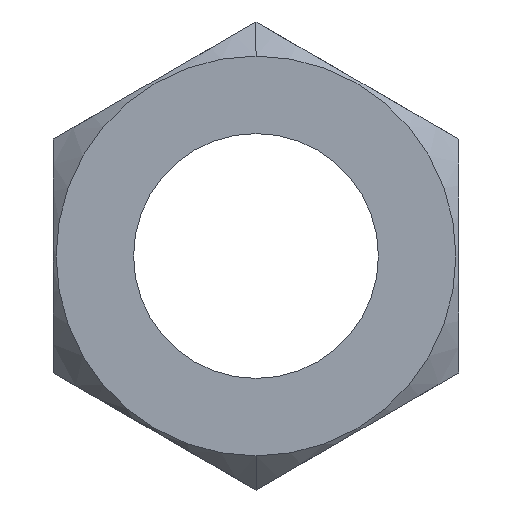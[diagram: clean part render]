
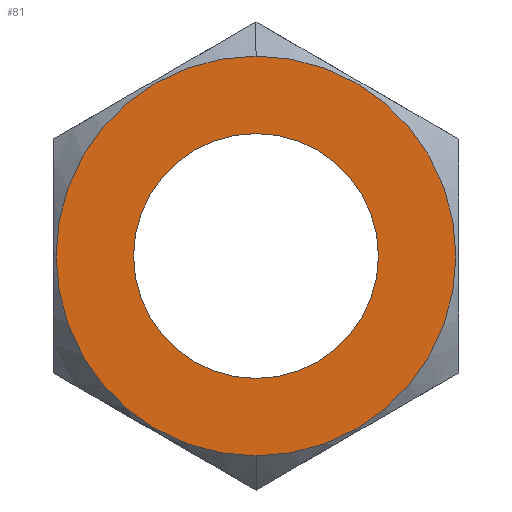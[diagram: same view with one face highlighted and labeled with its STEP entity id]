
A CAD part, front view. The second image highlights one B-rep face of the part: STEP entity #81.
In plain terms, the highlighted planar face has unit normal (0, -1, 0).
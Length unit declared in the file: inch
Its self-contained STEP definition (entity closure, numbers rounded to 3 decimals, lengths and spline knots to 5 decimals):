
#22 = VERTEX_POINT ( 'NONE', #470 ) ;
#24 = CIRCLE ( 'NONE', #164, 0.22655 ) ;
#51 = AXIS2_PLACEMENT_3D ( 'NONE', #66, #397, #118 ) ;
#66 = CARTESIAN_POINT ( 'NONE',  ( 0., -0.15625, 0. ) ) ;
#81 = ADVANCED_FACE ( 'NONE', ( #419, #294 ), #529, .F. ) ;
#94 = VERTEX_POINT ( 'NONE', #341 ) ;
#114 = EDGE_CURVE ( 'NONE', #468, #590, #24, .T. ) ;
#118 = DIRECTION ( 'NONE',  ( 0., 0., 1. ) ) ;
#123 = CARTESIAN_POINT ( 'NONE',  ( 0., -0.15625, 0. ) ) ;
#124 = AXIS2_PLACEMENT_3D ( 'NONE', #123, #446, #166 ) ;
#156 = DIRECTION ( 'NONE',  ( 0., 1., 0. ) ) ;
#162 = ORIENTED_EDGE ( 'NONE', *, *, #369, .T. ) ;
#164 = AXIS2_PLACEMENT_3D ( 'NONE', #435, #156, #477 ) ;
#166 = DIRECTION ( 'NONE',  ( 0., 0., -1. ) ) ;
#169 = EDGE_LOOP ( 'NONE', ( #551, #354 ) ) ;
#171 = CIRCLE ( 'NONE', #314, 0.37 ) ;
#175 = EDGE_CURVE ( 'NONE', #94, #22, #171, .T. ) ;
#193 = AXIS2_PLACEMENT_3D ( 'NONE', #433, #247, #578 ) ;
#247 = DIRECTION ( 'NONE',  ( 0., 1., 0. ) ) ;
#271 = CARTESIAN_POINT ( 'NONE',  ( 0., -0.15625, 0. ) ) ;
#294 = FACE_OUTER_BOUND ( 'NONE', #334, .T. ) ;
#296 = DIRECTION ( 'NONE',  ( 0., 0., -1. ) ) ;
#314 = AXIS2_PLACEMENT_3D ( 'NONE', #271, #555, #296 ) ;
#329 = EDGE_CURVE ( 'NONE', #590, #468, #554, .T. ) ;
#334 = EDGE_LOOP ( 'NONE', ( #371, #162 ) ) ;
#341 = CARTESIAN_POINT ( 'NONE',  ( 0., -0.15625, -0.37 ) ) ;
#354 = ORIENTED_EDGE ( 'NONE', *, *, #329, .T. ) ;
#360 = CARTESIAN_POINT ( 'NONE',  ( 0., -0.15625, 0.22655 ) ) ;
#369 = EDGE_CURVE ( 'NONE', #22, #94, #425, .T. ) ;
#371 = ORIENTED_EDGE ( 'NONE', *, *, #175, .T. ) ;
#397 = DIRECTION ( 'NONE',  ( 0., 1., 0. ) ) ;
#419 = FACE_BOUND ( 'NONE', #169, .T. ) ;
#425 = CIRCLE ( 'NONE', #124, 0.37 ) ;
#433 = CARTESIAN_POINT ( 'NONE',  ( 0., -0.15625, 0. ) ) ;
#435 = CARTESIAN_POINT ( 'NONE',  ( 0., -0.15625, 0. ) ) ;
#446 = DIRECTION ( 'NONE',  ( 0., -1., 0. ) ) ;
#468 = VERTEX_POINT ( 'NONE', #360 ) ;
#470 = CARTESIAN_POINT ( 'NONE',  ( 0., -0.15625, 0.37 ) ) ;
#477 = DIRECTION ( 'NONE',  ( 0., 0., 1. ) ) ;
#529 = PLANE ( 'NONE',  #193 ) ;
#551 = ORIENTED_EDGE ( 'NONE', *, *, #114, .T. ) ;
#554 = CIRCLE ( 'NONE', #51, 0.22655 ) ;
#555 = DIRECTION ( 'NONE',  ( 0., -1., 0. ) ) ;
#561 = CARTESIAN_POINT ( 'NONE',  ( 0., -0.15625, -0.22655 ) ) ;
#578 = DIRECTION ( 'NONE',  ( 0., 0., 1. ) ) ;
#590 = VERTEX_POINT ( 'NONE', #561 ) ;
